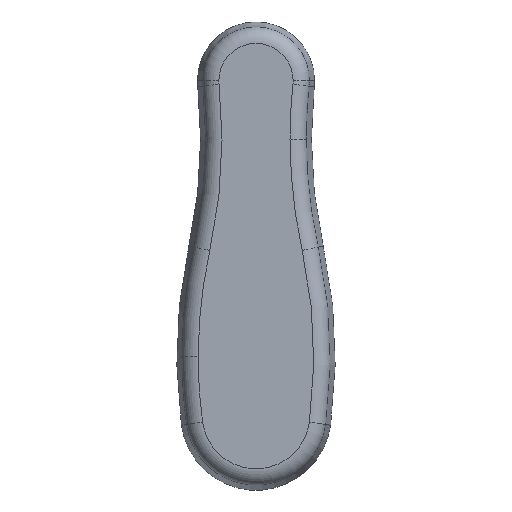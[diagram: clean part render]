
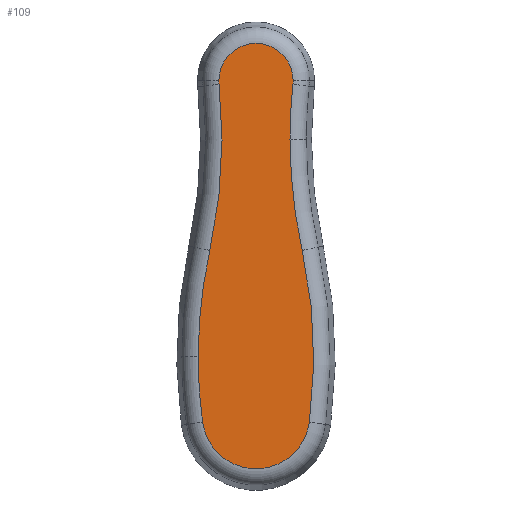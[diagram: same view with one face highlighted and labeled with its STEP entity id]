
A CAD part, top view. The second image highlights one B-rep face of the part: STEP entity #109.
In plain terms, the highlighted planar face has unit normal (0, 0, 1).
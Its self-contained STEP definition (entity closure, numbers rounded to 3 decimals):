
#10 = CARTESIAN_POINT ( 'NONE',  ( 0., 0., 20. ) ) ;
#16 = CARTESIAN_POINT ( 'NONE',  ( 22.062, 197.644, 20. ) ) ;
#19 = CARTESIAN_POINT ( 'NONE',  ( -27.626, 98.308, 20. ) ) ;
#32 = VERTEX_POINT ( 'NONE', #328 ) ;
#36 = CARTESIAN_POINT ( 'NONE',  ( 20.322, 164.964, 20. ) ) ;
#42 = VERTEX_POINT ( 'NONE', #19 ) ;
#43 = ORIENTED_EDGE ( 'NONE', *, *, #329, .T. ) ;
#48 = ORIENTED_EDGE ( 'NONE', *, *, #136, .T. ) ;
#49 = EDGE_CURVE ( 'NONE', #651, #303, #662, .T. ) ;
#63 = DIRECTION ( 'NONE',  ( 0., 0., 1. ) ) ;
#64 = CARTESIAN_POINT ( 'NONE',  ( 328.135, 164.964, 20. ) ) ;
#86 = CIRCLE ( 'NONE', #359, 292.187 ) ;
#88 = EDGE_CURVE ( 'NONE', #275, #450, #86, .T. ) ;
#90 = DIRECTION ( 'NONE',  ( -1., 0., 0. ) ) ;
#96 = AXIS2_PLACEMENT_3D ( 'NONE', #64, #230, #120 ) ;
#98 = CIRCLE ( 'NONE', #269, 32.187 ) ;
#99 = ORIENTED_EDGE ( 'NONE', *, *, #444, .T. ) ;
#109 = ADVANCED_FACE ( 'NONE', ( #166 ), #366, .F. ) ;
#120 = DIRECTION ( 'NONE',  ( -1., 0., 0. ) ) ;
#123 = DIRECTION ( 'NONE',  ( -1., 0., 0. ) ) ;
#124 = CARTESIAN_POINT ( 'NONE',  ( 328.135, 164.964, 20. ) ) ;
#127 = CIRCLE ( 'NONE', #172, 22.187 ) ;
#136 = EDGE_CURVE ( 'NONE', #303, #32, #127, .T. ) ;
#144 = ORIENTED_EDGE ( 'NONE', *, *, #289, .T. ) ;
#166 = FACE_OUTER_BOUND ( 'NONE', #253, .T. ) ;
#169 = CARTESIAN_POINT ( 'NONE',  ( -257.629, 35.036, 20. ) ) ;
#172 = AXIS2_PLACEMENT_3D ( 'NONE', #542, #650, #90 ) ;
#191 = EDGE_CURVE ( 'NONE', #439, #42, #656, .T. ) ;
#198 = CIRCLE ( 'NONE', #575, 22.187 ) ;
#220 = DIRECTION ( 'NONE',  ( -1., 0., 0. ) ) ;
#223 = VERTEX_POINT ( 'NONE', #36 ) ;
#224 = DIRECTION ( 'NONE',  ( 0., 0., -1. ) ) ;
#230 = DIRECTION ( 'NONE',  ( 0., 0., -1. ) ) ;
#233 = ORIENTED_EDGE ( 'NONE', *, *, #246, .T. ) ;
#236 = CARTESIAN_POINT ( 'NONE',  ( -328.135, 164.964, 20. ) ) ;
#244 = AXIS2_PLACEMENT_3D ( 'NONE', #515, #526, #220 ) ;
#246 = EDGE_CURVE ( 'NONE', #42, #308, #654, .T. ) ;
#253 = EDGE_LOOP ( 'NONE', ( #350, #43, #144, #537, #48, #455, #660, #233, #386, #99 ) ) ;
#257 = VERTEX_POINT ( 'NONE', #398 ) ;
#260 = DIRECTION ( 'NONE',  ( -1., 0., 0. ) ) ;
#269 = AXIS2_PLACEMENT_3D ( 'NONE', #10, #459, #260 ) ;
#275 = VERTEX_POINT ( 'NONE', #285 ) ;
#285 = CARTESIAN_POINT ( 'NONE',  ( 31.894, -4.337, 20. ) ) ;
#289 = EDGE_CURVE ( 'NONE', #223, #651, #409, .T. ) ;
#297 = CARTESIAN_POINT ( 'NONE',  ( 257.629, 35.036, 20. ) ) ;
#303 = VERTEX_POINT ( 'NONE', #477 ) ;
#308 = VERTEX_POINT ( 'NONE', #364 ) ;
#324 = DIRECTION ( 'NONE',  ( 0., 0., -1. ) ) ;
#328 = CARTESIAN_POINT ( 'NONE',  ( -22.187, 200., 20. ) ) ;
#329 = EDGE_CURVE ( 'NONE', #450, #223, #498, .T. ) ;
#350 = ORIENTED_EDGE ( 'NONE', *, *, #88, .T. ) ;
#356 = CARTESIAN_POINT ( 'NONE',  ( 27.626, 98.308, 20. ) ) ;
#359 = AXIS2_PLACEMENT_3D ( 'NONE', #169, #363, #565 ) ;
#363 = DIRECTION ( 'NONE',  ( 0., 0., 1. ) ) ;
#364 = CARTESIAN_POINT ( 'NONE',  ( -34.559, 35.036, 20. ) ) ;
#366 = PLANE ( 'NONE',  #426 ) ;
#386 = ORIENTED_EDGE ( 'NONE', *, *, #466, .T. ) ;
#387 = DIRECTION ( 'NONE',  ( 0., 0., 1. ) ) ;
#397 = AXIS2_PLACEMENT_3D ( 'NONE', #236, #441, #638 ) ;
#398 = CARTESIAN_POINT ( 'NONE',  ( -31.894, -4.337, 20. ) ) ;
#409 = CIRCLE ( 'NONE', #539, 307.813 ) ;
#410 = DIRECTION ( 'NONE',  ( 0., 0., 1. ) ) ;
#426 = AXIS2_PLACEMENT_3D ( 'NONE', #569, #324, #123 ) ;
#439 = VERTEX_POINT ( 'NONE', #564 ) ;
#440 = EDGE_CURVE ( 'NONE', #32, #439, #198, .T. ) ;
#441 = DIRECTION ( 'NONE',  ( 0., 0., -1. ) ) ;
#444 = EDGE_CURVE ( 'NONE', #257, #275, #98, .T. ) ;
#450 = VERTEX_POINT ( 'NONE', #356 ) ;
#454 = AXIS2_PLACEMENT_3D ( 'NONE', #513, #63, #461 ) ;
#455 = ORIENTED_EDGE ( 'NONE', *, *, #440, .T. ) ;
#459 = DIRECTION ( 'NONE',  ( 0., 0., 1. ) ) ;
#461 = DIRECTION ( 'NONE',  ( -1., 0., 0. ) ) ;
#466 = EDGE_CURVE ( 'NONE', #308, #257, #541, .T. ) ;
#472 = CARTESIAN_POINT ( 'NONE',  ( 0., 200., 20. ) ) ;
#477 = CARTESIAN_POINT ( 'NONE',  ( 22.187, 200., 20. ) ) ;
#498 = CIRCLE ( 'NONE', #96, 307.813 ) ;
#513 = CARTESIAN_POINT ( 'NONE',  ( 257.629, 35.036, 20. ) ) ;
#515 = CARTESIAN_POINT ( 'NONE',  ( 0., 200., 20. ) ) ;
#524 = DIRECTION ( 'NONE',  ( -1., 0., 0. ) ) ;
#526 = DIRECTION ( 'NONE',  ( 0., 0., 1. ) ) ;
#527 = AXIS2_PLACEMENT_3D ( 'NONE', #297, #387, #594 ) ;
#537 = ORIENTED_EDGE ( 'NONE', *, *, #49, .T. ) ;
#539 = AXIS2_PLACEMENT_3D ( 'NONE', #124, #224, #524 ) ;
#541 = CIRCLE ( 'NONE', #454, 292.187 ) ;
#542 = CARTESIAN_POINT ( 'NONE',  ( 0., 200., 20. ) ) ;
#564 = CARTESIAN_POINT ( 'NONE',  ( -22.062, 197.644, 20. ) ) ;
#565 = DIRECTION ( 'NONE',  ( -1., 0., 0. ) ) ;
#569 = CARTESIAN_POINT ( 'NONE',  ( -35.253, 100., 20. ) ) ;
#575 = AXIS2_PLACEMENT_3D ( 'NONE', #472, #410, #622 ) ;
#594 = DIRECTION ( 'NONE',  ( -1., 0., 0. ) ) ;
#622 = DIRECTION ( 'NONE',  ( -1., 0., 0. ) ) ;
#638 = DIRECTION ( 'NONE',  ( -1., 0., 0. ) ) ;
#650 = DIRECTION ( 'NONE',  ( 0., 0., 1. ) ) ;
#651 = VERTEX_POINT ( 'NONE', #16 ) ;
#654 = CIRCLE ( 'NONE', #527, 292.187 ) ;
#656 = CIRCLE ( 'NONE', #397, 307.813 ) ;
#660 = ORIENTED_EDGE ( 'NONE', *, *, #191, .T. ) ;
#662 = CIRCLE ( 'NONE', #244, 22.187 ) ;
